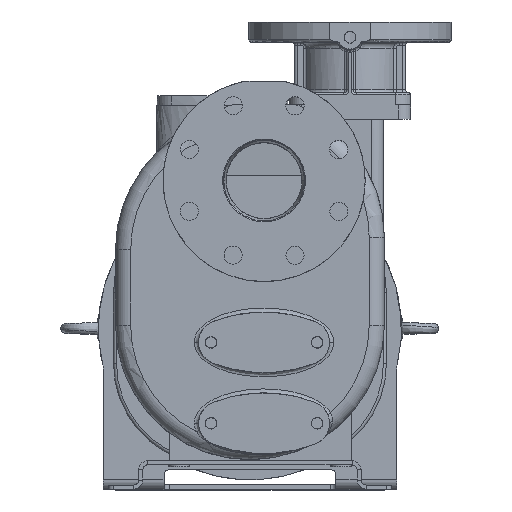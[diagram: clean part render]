
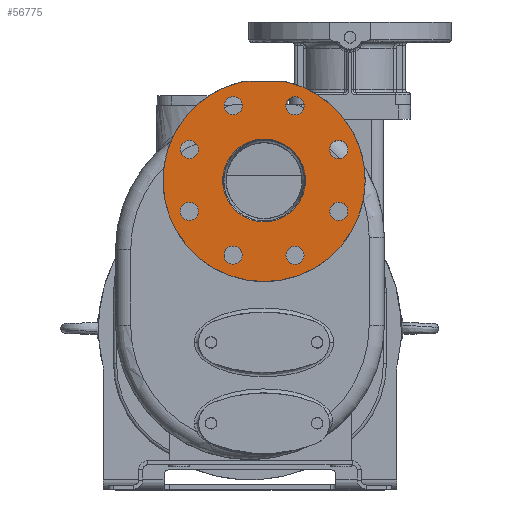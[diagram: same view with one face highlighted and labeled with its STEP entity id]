
A CAD part, top view. The second image highlights one B-rep face of the part: STEP entity #56775.
In plain terms, the highlighted planar face has unit normal (0, 0, 1).
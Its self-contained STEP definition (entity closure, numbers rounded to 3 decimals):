
#4965=DIRECTION('',(1.,0.,0.));
#4966=VECTOR('',#4965,39.799);
#4967=CARTESIAN_POINT('',(-5.9,374.,203.));
#4968=LINE('',#4967,#4966);
#4969=CARTESIAN_POINT('',(14.,276.,203.));
#4970=DIRECTION('',(0.,0.,1.));
#4971=DIRECTION('',(1.,0.,0.));
#4972=AXIS2_PLACEMENT_3D('',#4969,#4970,#4971);
#4974=CARTESIAN_POINT('',(14.,276.,203.));
#4975=DIRECTION('',(0.,0.,1.));
#4976=DIRECTION('',(-1.,0.,0.));
#4977=AXIS2_PLACEMENT_3D('',#4974,#4975,#4976);
#4979=CARTESIAN_POINT('',(87.91,306.615,203.));
#4980=DIRECTION('',(0.,0.,1.));
#4981=DIRECTION('',(1.,0.,0.));
#4982=AXIS2_PLACEMENT_3D('',#4979,#4980,#4981);
#4984=CARTESIAN_POINT('',(87.91,306.615,203.));
#4985=DIRECTION('',(0.,0.,1.));
#4986=DIRECTION('',(-1.,0.,0.));
#4987=AXIS2_PLACEMENT_3D('',#4984,#4985,#4986);
#4989=CARTESIAN_POINT('',(44.615,349.91,203.));
#4990=DIRECTION('',(0.,0.,1.));
#4991=DIRECTION('',(0.707,0.707,0.));
#4992=AXIS2_PLACEMENT_3D('',#4989,#4990,#4991);
#4994=CARTESIAN_POINT('',(44.615,349.91,203.));
#4995=DIRECTION('',(0.,0.,1.));
#4996=DIRECTION('',(-0.707,-0.707,0.));
#4997=AXIS2_PLACEMENT_3D('',#4994,#4995,#4996);
#4999=CARTESIAN_POINT('',(-16.615,349.91,203.));
#5000=DIRECTION('',(0.,0.,1.));
#5001=DIRECTION('',(0.,1.,0.));
#5002=AXIS2_PLACEMENT_3D('',#4999,#5000,#5001);
#5004=CARTESIAN_POINT('',(-16.615,349.91,203.));
#5005=DIRECTION('',(0.,0.,1.));
#5006=DIRECTION('',(0.,-1.,0.));
#5007=AXIS2_PLACEMENT_3D('',#5004,#5005,#5006);
#5009=CARTESIAN_POINT('',(-59.91,306.615,203.));
#5010=DIRECTION('',(0.,0.,1.));
#5011=DIRECTION('',(-0.707,0.707,0.));
#5012=AXIS2_PLACEMENT_3D('',#5009,#5010,#5011);
#5014=CARTESIAN_POINT('',(-59.91,306.615,203.));
#5015=DIRECTION('',(0.,0.,1.));
#5016=DIRECTION('',(0.707,-0.707,0.));
#5017=AXIS2_PLACEMENT_3D('',#5014,#5015,#5016);
#5019=CARTESIAN_POINT('',(-59.91,245.385,203.));
#5020=DIRECTION('',(0.,0.,1.));
#5021=DIRECTION('',(-1.,0.,0.));
#5022=AXIS2_PLACEMENT_3D('',#5019,#5020,#5021);
#5024=CARTESIAN_POINT('',(-59.91,245.385,203.));
#5025=DIRECTION('',(0.,0.,1.));
#5026=DIRECTION('',(1.,0.,0.));
#5027=AXIS2_PLACEMENT_3D('',#5024,#5025,#5026);
#5029=CARTESIAN_POINT('',(-16.615,202.09,203.));
#5030=DIRECTION('',(0.,0.,1.));
#5031=DIRECTION('',(-0.707,-0.707,0.));
#5032=AXIS2_PLACEMENT_3D('',#5029,#5030,#5031);
#5034=CARTESIAN_POINT('',(-16.615,202.09,203.));
#5035=DIRECTION('',(0.,0.,1.));
#5036=DIRECTION('',(0.707,0.707,0.));
#5037=AXIS2_PLACEMENT_3D('',#5034,#5035,#5036);
#5039=CARTESIAN_POINT('',(44.615,202.09,203.));
#5040=DIRECTION('',(0.,0.,1.));
#5041=DIRECTION('',(0.,-1.,0.));
#5042=AXIS2_PLACEMENT_3D('',#5039,#5040,#5041);
#5044=CARTESIAN_POINT('',(44.615,202.09,203.));
#5045=DIRECTION('',(0.,0.,1.));
#5046=DIRECTION('',(0.,1.,0.));
#5047=AXIS2_PLACEMENT_3D('',#5044,#5045,#5046);
#5049=CARTESIAN_POINT('',(87.91,245.385,203.));
#5050=DIRECTION('',(0.,0.,1.));
#5051=DIRECTION('',(0.707,-0.707,0.));
#5052=AXIS2_PLACEMENT_3D('',#5049,#5050,#5051);
#5054=CARTESIAN_POINT('',(87.91,245.385,203.));
#5055=DIRECTION('',(0.,0.,1.));
#5056=DIRECTION('',(-0.707,0.707,0.));
#5057=AXIS2_PLACEMENT_3D('',#5054,#5055,#5056);
#5068=CARTESIAN_POINT('',(14.,276.,203.));
#5069=DIRECTION('',(0.,0.,1.));
#5070=DIRECTION('',(-0.199,0.98,0.));
#5071=AXIS2_PLACEMENT_3D('',#5068,#5069,#5070);
#41011=CARTESIAN_POINT('',(-5.9,374.,203.));
#41012=CARTESIAN_POINT('',(33.9,374.,203.));
#41013=VERTEX_POINT('',#41011);
#41014=VERTEX_POINT('',#41012);
#41314=CARTESIAN_POINT('',(55.,276.,203.));
#41315=CARTESIAN_POINT('',(-27.,276.,203.));
#41316=VERTEX_POINT('',#41314);
#41317=VERTEX_POINT('',#41315);
#41318=CARTESIAN_POINT('',(96.91,306.615,203.));
#41319=CARTESIAN_POINT('',(78.91,306.615,203.));
#41320=VERTEX_POINT('',#41318);
#41321=VERTEX_POINT('',#41319);
#41326=CARTESIAN_POINT('',(50.979,356.274,203.));
#41327=CARTESIAN_POINT('',(38.251,343.546,203.));
#41328=VERTEX_POINT('',#41326);
#41329=VERTEX_POINT('',#41327);
#41334=CARTESIAN_POINT('',(-16.615,358.91,203.));
#41335=CARTESIAN_POINT('',(-16.615,340.91,203.));
#41336=VERTEX_POINT('',#41334);
#41337=VERTEX_POINT('',#41335);
#41342=CARTESIAN_POINT('',(-66.274,312.979,203.));
#41343=CARTESIAN_POINT('',(-53.546,300.251,203.));
#41344=VERTEX_POINT('',#41342);
#41345=VERTEX_POINT('',#41343);
#41350=CARTESIAN_POINT('',(-68.91,245.385,203.));
#41351=CARTESIAN_POINT('',(-50.91,245.385,203.));
#41352=VERTEX_POINT('',#41350);
#41353=VERTEX_POINT('',#41351);
#41358=CARTESIAN_POINT('',(-22.979,195.726,203.));
#41359=CARTESIAN_POINT('',(-10.251,208.454,203.));
#41360=VERTEX_POINT('',#41358);
#41361=VERTEX_POINT('',#41359);
#41366=CARTESIAN_POINT('',(44.615,193.09,203.));
#41367=CARTESIAN_POINT('',(44.615,211.09,203.));
#41368=VERTEX_POINT('',#41366);
#41369=VERTEX_POINT('',#41367);
#41374=CARTESIAN_POINT('',(94.274,239.021,203.));
#41375=CARTESIAN_POINT('',(81.546,251.749,203.));
#41376=VERTEX_POINT('',#41374);
#41377=VERTEX_POINT('',#41375);
#56712=CARTESIAN_POINT('',(14.,276.,203.));
#56713=DIRECTION('',(0.,0.,1.));
#56714=DIRECTION('',(0.,1.,0.));
#56715=AXIS2_PLACEMENT_3D('',#56712,#56713,#56714);
#56716=PLANE('',#56715);
#56717=ORIENTED_EDGE('',*,*,#54283,.T.);
#56719=ORIENTED_EDGE('',*,*,#56718,.F.);
#56720=EDGE_LOOP('',(#56717,#56719));
#56721=FACE_OUTER_BOUND('',#56720,.F.);
#56723=ORIENTED_EDGE('',*,*,#56722,.T.);
#56725=ORIENTED_EDGE('',*,*,#56724,.T.);
#56726=EDGE_LOOP('',(#56723,#56725));
#56727=FACE_BOUND('',#56726,.F.);
#56728=ORIENTED_EDGE('',*,*,#56702,.T.);
#56730=ORIENTED_EDGE('',*,*,#56729,.T.);
#56731=EDGE_LOOP('',(#56728,#56730));
#56732=FACE_BOUND('',#56731,.F.);
#56734=ORIENTED_EDGE('',*,*,#56733,.T.);
#56736=ORIENTED_EDGE('',*,*,#56735,.T.);
#56737=EDGE_LOOP('',(#56734,#56736));
#56738=FACE_BOUND('',#56737,.F.);
#56740=ORIENTED_EDGE('',*,*,#56739,.T.);
#56742=ORIENTED_EDGE('',*,*,#56741,.T.);
#56743=EDGE_LOOP('',(#56740,#56742));
#56744=FACE_BOUND('',#56743,.F.);
#56746=ORIENTED_EDGE('',*,*,#56745,.T.);
#56748=ORIENTED_EDGE('',*,*,#56747,.T.);
#56749=EDGE_LOOP('',(#56746,#56748));
#56750=FACE_BOUND('',#56749,.F.);
#56752=ORIENTED_EDGE('',*,*,#56751,.T.);
#56754=ORIENTED_EDGE('',*,*,#56753,.T.);
#56755=EDGE_LOOP('',(#56752,#56754));
#56756=FACE_BOUND('',#56755,.F.);
#56758=ORIENTED_EDGE('',*,*,#56757,.T.);
#56760=ORIENTED_EDGE('',*,*,#56759,.T.);
#56761=EDGE_LOOP('',(#56758,#56760));
#56762=FACE_BOUND('',#56761,.F.);
#56764=ORIENTED_EDGE('',*,*,#56763,.T.);
#56766=ORIENTED_EDGE('',*,*,#56765,.T.);
#56767=EDGE_LOOP('',(#56764,#56766));
#56768=FACE_BOUND('',#56767,.F.);
#56770=ORIENTED_EDGE('',*,*,#56769,.T.);
#56772=ORIENTED_EDGE('',*,*,#56771,.T.);
#56773=EDGE_LOOP('',(#56770,#56772));
#56774=FACE_BOUND('',#56773,.F.);
#56775=ADVANCED_FACE('',(#56721,#56727,#56732,#56738,#56744,#56750,#56756,
#56762,#56768,#56774),#56716,.T.);
#4973=CIRCLE('',#4972,41.);
#4978=CIRCLE('',#4977,41.);
#4983=CIRCLE('',#4982,9.);
#4988=CIRCLE('',#4987,9.);
#4993=CIRCLE('',#4992,9.);
#4998=CIRCLE('',#4997,9.);
#5003=CIRCLE('',#5002,9.);
#5008=CIRCLE('',#5007,9.);
#5013=CIRCLE('',#5012,9.);
#5018=CIRCLE('',#5017,9.);
#5023=CIRCLE('',#5022,9.);
#5028=CIRCLE('',#5027,9.);
#5033=CIRCLE('',#5032,9.);
#5038=CIRCLE('',#5037,9.);
#5043=CIRCLE('',#5042,9.);
#5048=CIRCLE('',#5047,9.);
#5053=CIRCLE('',#5052,9.);
#5058=CIRCLE('',#5057,9.);
#5072=CIRCLE('',#5071,100.);
#54283=EDGE_CURVE('',#41013,#41014,#4968,.T.);
#56702=EDGE_CURVE('',#41320,#41321,#4983,.T.);
#56718=EDGE_CURVE('',#41013,#41014,#5072,.T.);
#56722=EDGE_CURVE('',#41316,#41317,#4973,.T.);
#56724=EDGE_CURVE('',#41317,#41316,#4978,.T.);
#56729=EDGE_CURVE('',#41321,#41320,#4988,.T.);
#56733=EDGE_CURVE('',#41328,#41329,#4993,.T.);
#56735=EDGE_CURVE('',#41329,#41328,#4998,.T.);
#56739=EDGE_CURVE('',#41336,#41337,#5003,.T.);
#56741=EDGE_CURVE('',#41337,#41336,#5008,.T.);
#56745=EDGE_CURVE('',#41344,#41345,#5013,.T.);
#56747=EDGE_CURVE('',#41345,#41344,#5018,.T.);
#56751=EDGE_CURVE('',#41352,#41353,#5023,.T.);
#56753=EDGE_CURVE('',#41353,#41352,#5028,.T.);
#56757=EDGE_CURVE('',#41360,#41361,#5033,.T.);
#56759=EDGE_CURVE('',#41361,#41360,#5038,.T.);
#56763=EDGE_CURVE('',#41368,#41369,#5043,.T.);
#56765=EDGE_CURVE('',#41369,#41368,#5048,.T.);
#56769=EDGE_CURVE('',#41376,#41377,#5053,.T.);
#56771=EDGE_CURVE('',#41377,#41376,#5058,.T.);
